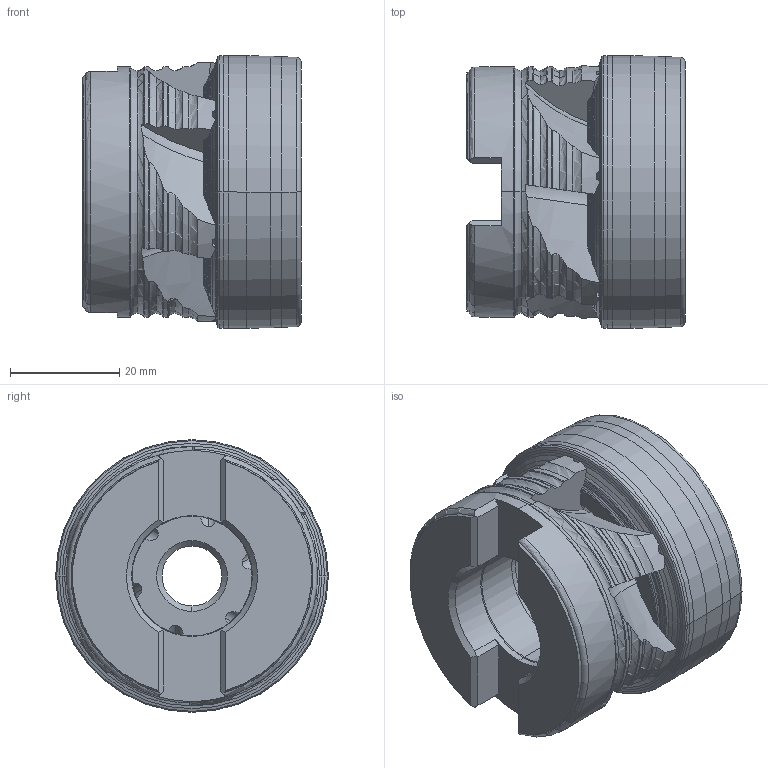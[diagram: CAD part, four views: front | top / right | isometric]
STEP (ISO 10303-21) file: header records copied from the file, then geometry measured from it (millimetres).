
FILE_DESCRIPTION (( 'STEP AP214' ), '1' );
FILE_NAME ('90PP-050-70-6.STEP', '2019-06-03T12:26:08', ( '' ), ( '' ), 'SwSTEP 2.0', 'SolidWorks 2018', '' );
FILE_SCHEMA (( 'AUTOMOTIVE_DESIGN' ));
Length unit declared in the file: millimetre
Products named in the file (1): 90PP-050-70-6
Bounding box: 40.04 x 49.99 x 49.99 mm (x, y, z)
Volume: 51373.8 mm3; surface area: 13217.1 mm2
Topology: 1 solids, 1 shells, 439 faces, 1219 edges, 783 vertices
Faces by surface type: cone 219, torus 87, cylinder 68, plane 65
Entity records: 17798 total; most frequent: CARTESIAN_POINT 5301, ORIENTED_EDGE 2438, DIRECTION 1897, EDGE_CURVE 1219, AXIS2_PLACEMENT_3D 851, VERTEX_POINT 783, B_SPLINE_CURVE_WITH_KNOTS 530, EDGE_LOOP 442
